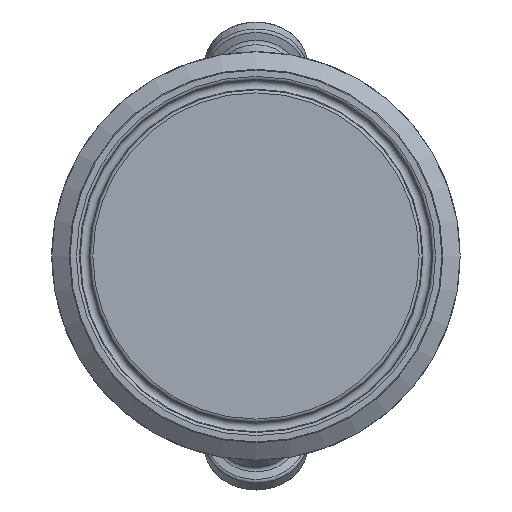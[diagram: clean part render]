
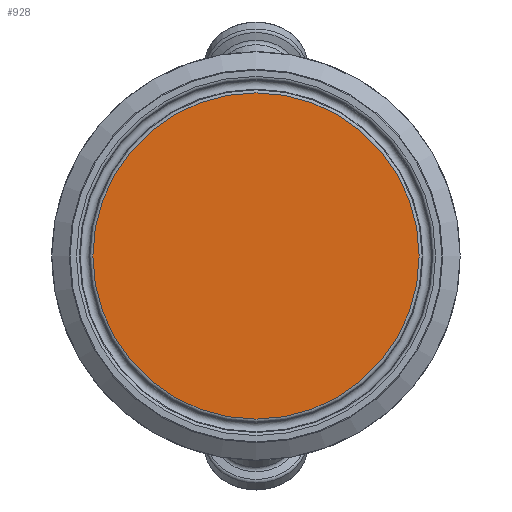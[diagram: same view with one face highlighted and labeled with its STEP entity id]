
A CAD part, front view. The second image highlights one B-rep face of the part: STEP entity #928.
In plain terms, the highlighted planar face has unit normal (0, -1, 0).
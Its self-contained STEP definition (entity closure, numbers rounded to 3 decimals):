
#158=FACE_OUTER_BOUND('',#217,.T.);
#217=EDGE_LOOP('',(#640));
#279=CIRCLE('',#1017,39.747);
#385=VERTEX_POINT('',#1581);
#485=EDGE_CURVE('',#385,#385,#279,.T.);
#640=ORIENTED_EDGE('',*,*,#485,.F.);
#908=PLANE('',#1016);
#928=ADVANCED_FACE('',(#158),#908,.T.);
#1016=AXIS2_PLACEMENT_3D('',#1580,#1210,#1211);
#1017=AXIS2_PLACEMENT_3D('',#1582,#1212,#1213);
#1210=DIRECTION('center_axis',(0.,-1.,0.));
#1211=DIRECTION('ref_axis',(0.,0.,-1.));
#1212=DIRECTION('center_axis',(0.,1.,0.));
#1213=DIRECTION('ref_axis',(1.,0.,0.));
#1580=CARTESIAN_POINT('Origin',(-24.638,0.,
0.));
#1581=CARTESIAN_POINT('',(0.,0.,-39.747));
#1582=CARTESIAN_POINT('Origin',(0.,0.,0.));
